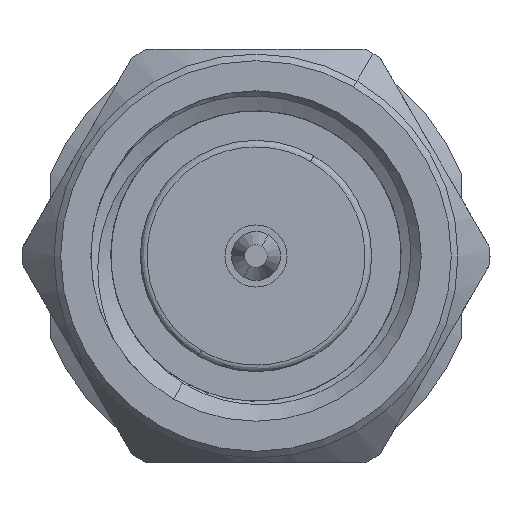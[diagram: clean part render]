
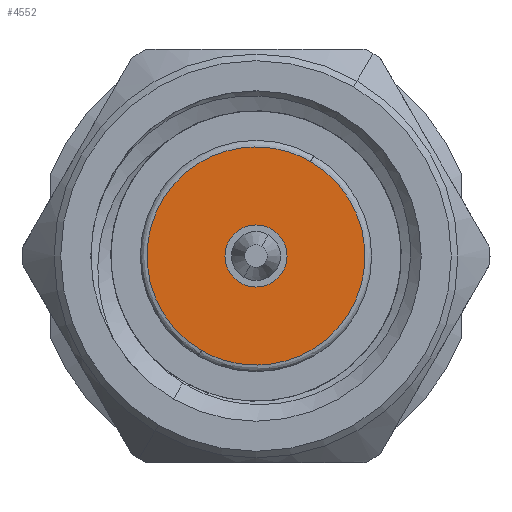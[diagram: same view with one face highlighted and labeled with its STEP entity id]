
A CAD part, left-side view. The second image highlights one B-rep face of the part: STEP entity #4552.
In plain terms, the highlighted planar face has unit normal (-1, 0, 0).
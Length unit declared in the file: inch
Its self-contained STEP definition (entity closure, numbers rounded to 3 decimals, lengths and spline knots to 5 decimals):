
#17 = AXIS2_PLACEMENT_3D ( 'NONE', #603, #1142, #5789 ) ;
#309 = ORIENTED_EDGE ( 'NONE', *, *, #5008, .F. ) ;
#440 = ORIENTED_EDGE ( 'NONE', *, *, #2393, .F. ) ;
#570 = PLANE ( 'NONE',  #17 ) ;
#603 = CARTESIAN_POINT ( 'NONE',  ( 0.11, 0., 0. ) ) ;
#690 = CARTESIAN_POINT ( 'NONE',  ( 0.11, 0.04125, -0.07145 ) ) ;
#777 = CARTESIAN_POINT ( 'NONE',  ( 0.11, -0.01175, 0.02035 ) ) ;
#954 = VERTEX_POINT ( 'NONE', #690 ) ;
#994 = AXIS2_PLACEMENT_3D ( 'NONE', #4555, #2095, #3609 ) ;
#1142 = DIRECTION ( 'NONE',  ( 1., 0., 0. ) ) ;
#1628 = CARTESIAN_POINT ( 'NONE',  ( 0.11, -0.18414, -0.01105 ) ) ;
#1677 = ORIENTED_EDGE ( 'NONE', *, *, #5628, .T. ) ;
#1844 = EDGE_CURVE ( 'NONE', #5152, #3436, #5467, .T. ) ;
#1966 = ORIENTED_EDGE ( 'NONE', *, *, #1844, .T. ) ;
#2049 = FACE_BOUND ( 'NONE', #2321, .T. ) ;
#2095 = DIRECTION ( 'NONE',  ( 1., 0., 0. ) ) ;
#2169 = CARTESIAN_POINT ( 'NONE',  ( 0.11, 0., 0. ) ) ;
#2321 = EDGE_LOOP ( 'NONE', ( #1966, #1677 ) ) ;
#2392 = CIRCLE ( 'NONE', #994, 0.0235 ) ;
#2393 = EDGE_CURVE ( 'NONE', #2940, #954, #3172, .T. ) ;
#2781 = DIRECTION ( 'NONE',  ( 1., 0., 0. ) ) ;
#2940 = VERTEX_POINT ( 'NONE', #4870 ) ;
#3172 =( BOUNDED_CURVE ( )  B_SPLINE_CURVE ( 3, ( #6234, #1628, #4346, #5867 ),
 .UNSPECIFIED., .F., .F. ) 
 B_SPLINE_CURVE_WITH_KNOTS ( ( 4, 4 ),
 ( 0., 1. ),
 .UNSPECIFIED. ) 
 CURVE ( )  GEOMETRIC_REPRESENTATION_ITEM ( )  RATIONAL_B_SPLINE_CURVE ( ( 1., 0.333, 0.333, 1. ) ) 
 REPRESENTATION_ITEM ( '' )  );
#3436 = VERTEX_POINT ( 'NONE', #777 ) ;
#3609 = DIRECTION ( 'NONE',  ( 0., 0., 1. ) ) ;
#3688 = CARTESIAN_POINT ( 'NONE',  ( 0.11, 0.18414, 0.01105 ) ) ;
#3781 = DIRECTION ( 'NONE',  ( 0., 0., 1. ) ) ;
#4064 =( BOUNDED_CURVE ( )  B_SPLINE_CURVE ( 3, ( #4189, #3688, #5236, #5076 ),
 .UNSPECIFIED., .F., .F. ) 
 B_SPLINE_CURVE_WITH_KNOTS ( ( 4, 4 ),
 ( 0., 1. ),
 .UNSPECIFIED. ) 
 CURVE ( )  GEOMETRIC_REPRESENTATION_ITEM ( )  RATIONAL_B_SPLINE_CURVE ( ( 1., 0.333, 0.333, 1. ) ) 
 REPRESENTATION_ITEM ( '' )  );
#4189 = CARTESIAN_POINT ( 'NONE',  ( 0.11, 0.04125, -0.07145 ) ) ;
#4346 = CARTESIAN_POINT ( 'NONE',  ( 0.11, -0.10164, -0.15395 ) ) ;
#4552 = ADVANCED_FACE ( 'NONE', ( #2049, #5176 ), #570, .F. ) ;
#4555 = CARTESIAN_POINT ( 'NONE',  ( 0.11, 0., 0. ) ) ;
#4870 = CARTESIAN_POINT ( 'NONE',  ( 0.11, -0.04125, 0.07145 ) ) ;
#5008 = EDGE_CURVE ( 'NONE', #954, #2940, #4064, .T. ) ;
#5076 = CARTESIAN_POINT ( 'NONE',  ( 0.11, -0.04125, 0.07145 ) ) ;
#5152 = VERTEX_POINT ( 'NONE', #6125 ) ;
#5176 = FACE_OUTER_BOUND ( 'NONE', #6646, .T. ) ;
#5236 = CARTESIAN_POINT ( 'NONE',  ( 0.11, 0.10164, 0.15395 ) ) ;
#5467 = CIRCLE ( 'NONE', #6109, 0.0235 ) ;
#5628 = EDGE_CURVE ( 'NONE', #3436, #5152, #2392, .T. ) ;
#5789 = DIRECTION ( 'NONE',  ( 0., 1., 0. ) ) ;
#5867 = CARTESIAN_POINT ( 'NONE',  ( 0.11, 0.04125, -0.07145 ) ) ;
#6109 = AXIS2_PLACEMENT_3D ( 'NONE', #2169, #2781, #3781 ) ;
#6125 = CARTESIAN_POINT ( 'NONE',  ( 0.11, 0.01175, -0.02035 ) ) ;
#6234 = CARTESIAN_POINT ( 'NONE',  ( 0.11, -0.04125, 0.07145 ) ) ;
#6646 = EDGE_LOOP ( 'NONE', ( #309, #440 ) ) ;
